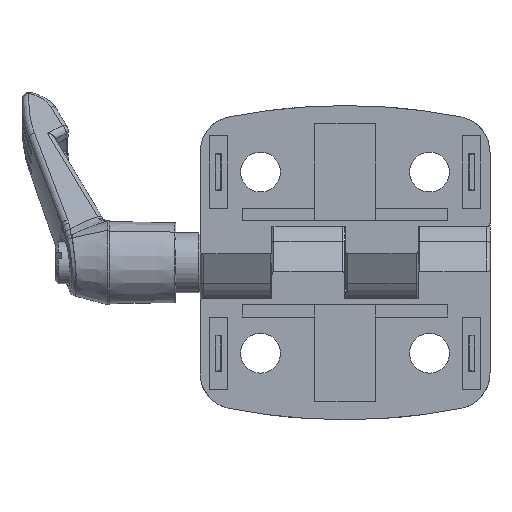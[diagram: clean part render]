
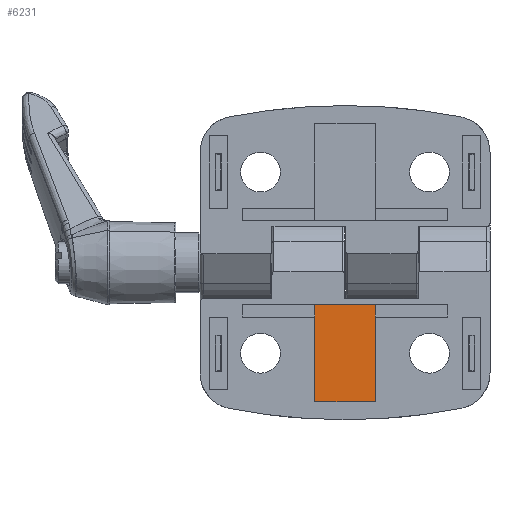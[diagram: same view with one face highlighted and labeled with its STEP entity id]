
A CAD part, front view. The second image highlights one B-rep face of the part: STEP entity #6231.
In plain terms, the highlighted planar face has unit normal (0, -1, 0).
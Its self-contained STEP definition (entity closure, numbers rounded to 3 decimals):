
#255 = DIRECTION ( 'NONE',  ( 0., 0., 1. ) ) ;
#580 = LINE ( 'NONE', #6570, #14337 ) ;
#1083 = DIRECTION ( 'NONE',  ( 1., 0., 0. ) ) ;
#1681 = CARTESIAN_POINT ( 'NONE',  ( 5., 1., -7. ) ) ;
#1717 = VERTEX_POINT ( 'NONE', #7767 ) ;
#1767 = ORIENTED_EDGE ( 'NONE', *, *, #16658, .T. ) ;
#3789 = DIRECTION ( 'NONE',  ( 0., 0., 1. ) ) ;
#3991 = EDGE_CURVE ( 'NONE', #13989, #6977, #8897, .T. ) ;
#4005 = AXIS2_PLACEMENT_3D ( 'NONE', #18199, #6789, #1083 ) ;
#4279 = LINE ( 'NONE', #17419, #14766 ) ;
#4397 = VERTEX_POINT ( 'NONE', #15202 ) ;
#4405 = ORIENTED_EDGE ( 'NONE', *, *, #6363, .T. ) ;
#4794 = ORIENTED_EDGE ( 'NONE', *, *, #3991, .T. ) ;
#4854 = DIRECTION ( 'NONE',  ( 0., 0., -1. ) ) ;
#5538 = VERTEX_POINT ( 'NONE', #5780 ) ;
#5648 = CARTESIAN_POINT ( 'NONE',  ( 5., 1., -9. ) ) ;
#5780 = CARTESIAN_POINT ( 'NONE',  ( 5., 1., -7. ) ) ;
#6231 = ADVANCED_FACE ( 'NONE', ( #14067 ), #15396, .F. ) ;
#6296 = CARTESIAN_POINT ( 'NONE',  ( 5., 1., -23. ) ) ;
#6363 = EDGE_CURVE ( 'NONE', #1717, #13989, #13479, .T. ) ;
#6570 = CARTESIAN_POINT ( 'NONE',  ( -5., 1., -7. ) ) ;
#6789 = DIRECTION ( 'NONE',  ( 0., 1., 0. ) ) ;
#6977 = VERTEX_POINT ( 'NONE', #5648 ) ;
#7767 = CARTESIAN_POINT ( 'NONE',  ( -5., 1., -23. ) ) ;
#8897 = LINE ( 'NONE', #1681, #15354 ) ;
#8925 = EDGE_CURVE ( 'NONE', #5538, #4397, #11415, .T. ) ;
#11192 = ORIENTED_EDGE ( 'NONE', *, *, #8925, .T. ) ;
#11227 = DIRECTION ( 'NONE',  ( -1., 0., 0. ) ) ;
#11415 = LINE ( 'NONE', #15762, #15559 ) ;
#11562 = EDGE_CURVE ( 'NONE', #14625, #1717, #580, .T. ) ;
#13002 = DIRECTION ( 'NONE',  ( 0., 0., -1. ) ) ;
#13479 = LINE ( 'NONE', #6296, #14892 ) ;
#13989 = VERTEX_POINT ( 'NONE', #16612 ) ;
#14067 = FACE_OUTER_BOUND ( 'NONE', #18459, .T. ) ;
#14337 = VECTOR ( 'NONE', #4854, 1000. ) ;
#14625 = VERTEX_POINT ( 'NONE', #17500 ) ;
#14766 = VECTOR ( 'NONE', #13002, 1000. ) ;
#14892 = VECTOR ( 'NONE', #15187, 1000. ) ;
#15187 = DIRECTION ( 'NONE',  ( 1., 0., 0. ) ) ;
#15202 = CARTESIAN_POINT ( 'NONE',  ( -5., 1., -7. ) ) ;
#15354 = VECTOR ( 'NONE', #255, 1000. ) ;
#15396 = PLANE ( 'NONE',  #4005 ) ;
#15406 = VECTOR ( 'NONE', #3789, 1000. ) ;
#15559 = VECTOR ( 'NONE', #11227, 1000. ) ;
#15762 = CARTESIAN_POINT ( 'NONE',  ( 5., 1., -7. ) ) ;
#15914 = EDGE_CURVE ( 'NONE', #6977, #5538, #18156, .T. ) ;
#16612 = CARTESIAN_POINT ( 'NONE',  ( 5., 1., -23. ) ) ;
#16658 = EDGE_CURVE ( 'NONE', #4397, #14625, #4279, .T. ) ;
#16748 = CARTESIAN_POINT ( 'NONE',  ( 5., 1., -7. ) ) ;
#16989 = ORIENTED_EDGE ( 'NONE', *, *, #15914, .T. ) ;
#17419 = CARTESIAN_POINT ( 'NONE',  ( -5., 1., -7. ) ) ;
#17500 = CARTESIAN_POINT ( 'NONE',  ( -5., 1., -9. ) ) ;
#18156 = LINE ( 'NONE', #16748, #15406 ) ;
#18199 = CARTESIAN_POINT ( 'NONE',  ( 5., 1., -7. ) ) ;
#18459 = EDGE_LOOP ( 'NONE', ( #4794, #16989, #11192, #1767, #18699, #4405 ) ) ;
#18699 = ORIENTED_EDGE ( 'NONE', *, *, #11562, .T. ) ;
